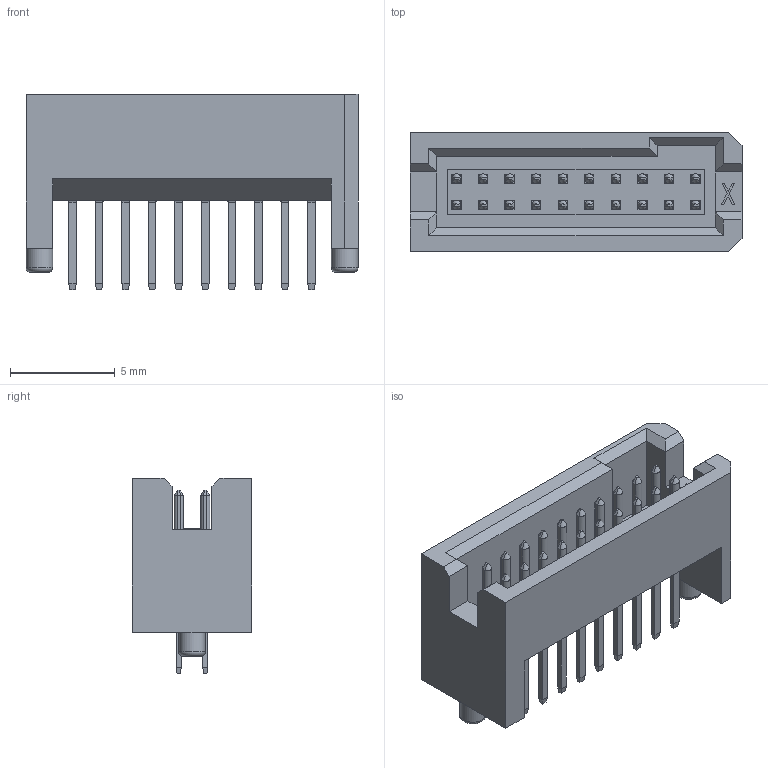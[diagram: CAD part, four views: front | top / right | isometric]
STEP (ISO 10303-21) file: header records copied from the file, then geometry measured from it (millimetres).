
FILE_DESCRIPTION( ('This file contains a STEP AP42 implementation' ,'as created by ZW3D STEP Interface translator.') ,'2;1' );
FILE_NAME( '3601-P020-B12SXXR01.stp' ,'24 415.1341 0', (''), ('ZWCAD Software Co.'), 'Version 1.0', 'ZW3D to STEP translator', '' );
FILE_SCHEMA(('AUTOMOTIVE_DESIGN { 1 0 10303 214 1 1 1 1 }'));
Length unit declared in the file: millimetre
Products named in the file (2): 0; 3601-P020-B12SXXR01
Bounding box: 15.88 x 5.72 x 9.35 mm (x, y, z)
Volume: 282.2 mm3; surface area: 779.9 mm2
Topology: 1 solids, 5 shells, 910 faces, 2033 edges, 1176 vertices
Faces by surface type: plane 700, cylinder 128, bspline 80, torus 2
Full cylindrical faces by diameter (mm): 1.27 x2
Entity records: 26727 total; most frequent: CARTESIAN_POINT 6576, ORIENTED_EDGE 4066, DIRECTION 3629, EDGE_CURVE 2033, VECTOR 1603, LINE 1603, VERTEX_POINT 1176, AXIS2_PLACEMENT_3D 1013
